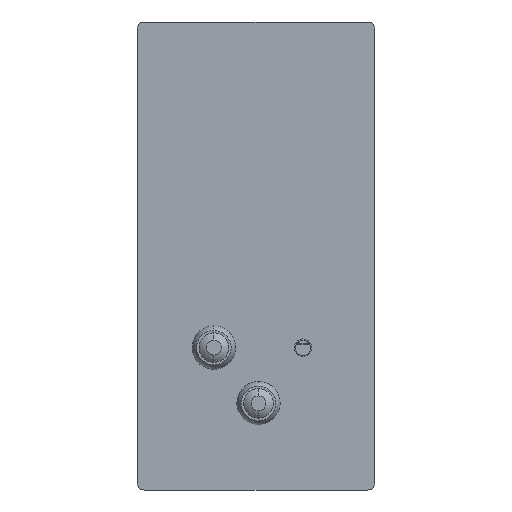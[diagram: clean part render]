
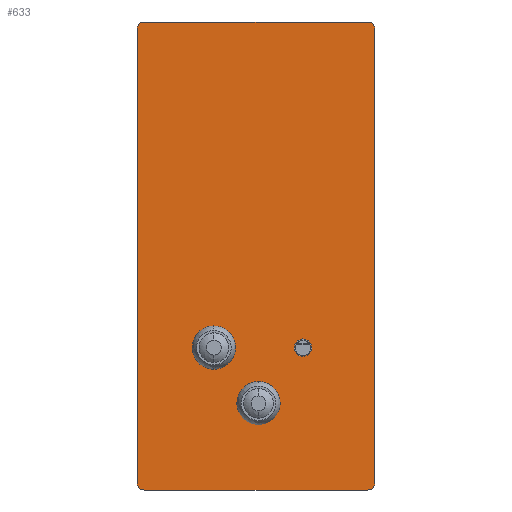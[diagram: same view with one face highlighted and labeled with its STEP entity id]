
A CAD part, front view. The second image highlights one B-rep face of the part: STEP entity #633.
In plain terms, the highlighted planar face has unit normal (0, -1, 0).
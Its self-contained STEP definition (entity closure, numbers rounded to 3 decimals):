
#2=CARTESIAN_POINT('',(-45.,0.,91.5));
#3=DIRECTION('',(0.,-1.,0.));
#4=DIRECTION('',(0.,0.,1.));
#5=AXIS2_PLACEMENT_3D('',#2,#3,#4);
#7=DIRECTION('',(1.,0.,0.));
#8=VECTOR('',#7,90.);
#9=CARTESIAN_POINT('',(-45.,0.,94.5));
#10=LINE('',#9,#8);
#11=CARTESIAN_POINT('',(45.,0.,91.5));
#12=DIRECTION('',(0.,-1.,0.));
#13=DIRECTION('',(1.,0.,0.));
#14=AXIS2_PLACEMENT_3D('',#11,#12,#13);
#16=DIRECTION('',(0.,0.,-1.));
#17=VECTOR('',#16,183.);
#18=CARTESIAN_POINT('',(48.,0.,91.5));
#19=LINE('',#18,#17);
#20=CARTESIAN_POINT('',(45.,0.,-91.5));
#21=DIRECTION('',(0.,-1.,0.));
#22=DIRECTION('',(0.,0.,-1.));
#23=AXIS2_PLACEMENT_3D('',#20,#21,#22);
#25=DIRECTION('',(-1.,0.,0.));
#26=VECTOR('',#25,90.);
#27=CARTESIAN_POINT('',(45.,0.,-94.5));
#28=LINE('',#27,#26);
#29=CARTESIAN_POINT('',(-45.,0.,-91.5));
#30=DIRECTION('',(0.,-1.,0.));
#31=DIRECTION('',(-1.,0.,0.));
#32=AXIS2_PLACEMENT_3D('',#29,#30,#31);
#34=DIRECTION('',(0.,0.,1.));
#35=VECTOR('',#34,183.);
#36=CARTESIAN_POINT('',(-48.,0.,-91.5));
#37=LINE('',#36,#35);
#466=CARTESIAN_POINT('',(-45.,0.,94.5));
#467=CARTESIAN_POINT('',(-48.,0.,91.5));
#468=VERTEX_POINT('',#466);
#469=VERTEX_POINT('',#467);
#474=CARTESIAN_POINT('',(48.,0.,91.5));
#475=CARTESIAN_POINT('',(45.,0.,94.5));
#476=VERTEX_POINT('',#474);
#477=VERTEX_POINT('',#475);
#482=CARTESIAN_POINT('',(45.,0.,-94.5));
#483=CARTESIAN_POINT('',(48.,0.,-91.5));
#484=VERTEX_POINT('',#482);
#485=VERTEX_POINT('',#483);
#490=CARTESIAN_POINT('',(-48.,0.,-91.5));
#491=CARTESIAN_POINT('',(-45.,0.,-94.5));
#492=VERTEX_POINT('',#490);
#493=VERTEX_POINT('',#491);
#610=CARTESIAN_POINT('',(0.,0.,0.));
#611=DIRECTION('',(0.,1.,0.));
#612=DIRECTION('',(1.,0.,0.));
#613=AXIS2_PLACEMENT_3D('',#610,#611,#612);
#614=PLANE('',#613);
#616=ORIENTED_EDGE('',*,*,#615,.F.);
#618=ORIENTED_EDGE('',*,*,#617,.T.);
#620=ORIENTED_EDGE('',*,*,#619,.F.);
#622=ORIENTED_EDGE('',*,*,#621,.T.);
#624=ORIENTED_EDGE('',*,*,#623,.F.);
#626=ORIENTED_EDGE('',*,*,#625,.T.);
#628=ORIENTED_EDGE('',*,*,#627,.F.);
#630=ORIENTED_EDGE('',*,*,#629,.T.);
#631=EDGE_LOOP('',(#616,#618,#620,#622,#624,#626,#628,#630));
#632=FACE_OUTER_BOUND('',#631,.F.);
#633=ADVANCED_FACE('',(#632),#614,.F.);
#6=CIRCLE('',#5,3.);
#15=CIRCLE('',#14,3.);
#24=CIRCLE('',#23,3.);
#33=CIRCLE('',#32,3.);
#615=EDGE_CURVE('',#468,#469,#6,.T.);
#617=EDGE_CURVE('',#468,#477,#10,.T.);
#619=EDGE_CURVE('',#476,#477,#15,.T.);
#621=EDGE_CURVE('',#476,#485,#19,.T.);
#623=EDGE_CURVE('',#484,#485,#24,.T.);
#625=EDGE_CURVE('',#484,#493,#28,.T.);
#627=EDGE_CURVE('',#492,#493,#33,.T.);
#629=EDGE_CURVE('',#492,#469,#37,.T.);
